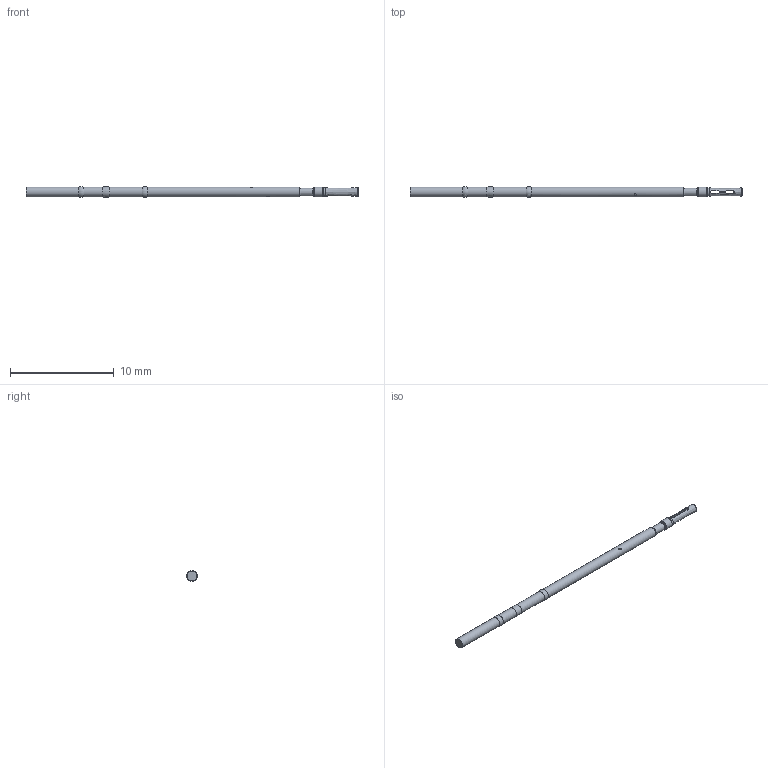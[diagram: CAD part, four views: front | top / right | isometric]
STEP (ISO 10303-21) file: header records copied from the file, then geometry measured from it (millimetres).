
FILE_DESCRIPTION (( 'STEP AP214' ), '1' );
FILE_NAME ('050-ST255J.STEP', '2019-07-18T12:03:28', ( '' ), ( '' ), 'SwSTEP 2.0', 'SolidWorks 2018', '' );
FILE_SCHEMA (( 'AUTOMOTIVE_DESIGN' ));
Length unit declared in the file: inch
Products named in the file (1): 050-ST255J
Bounding box: 32.05 x 1.04 x 1.05 mm (x, y, z)
Volume: 20.7 mm3; surface area: 100 mm2
Topology: 1 solids, 1 shells, 37 faces, 97 edges, 63 vertices
Faces by surface type: cylinder 14, cone 9, bspline 6, plane 5, torus 3
Full cylindrical faces by diameter (mm): 0.77 x1, 0.94 x1, 0.952 x4
Entity records: 2906 total; most frequent: CARTESIAN_POINT 1688, ORIENTED_EDGE 132, DIRECTION 112, EDGE_CURVE 66, EDGE_LOOP 65, VERTEX_POINT 55, AXIS2_PLACEMENT_3D 52, FACE_OUTER_BOUND 50
